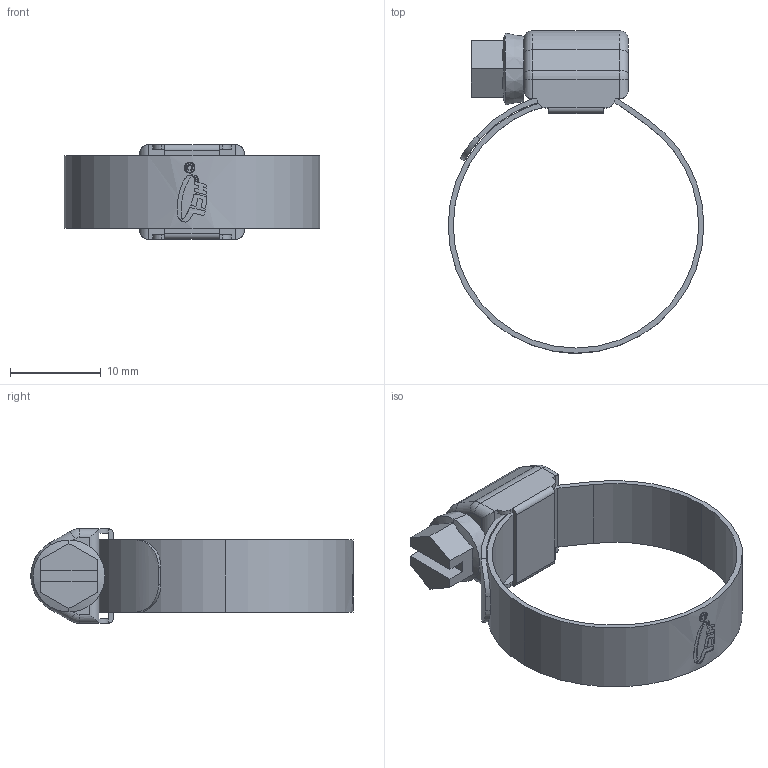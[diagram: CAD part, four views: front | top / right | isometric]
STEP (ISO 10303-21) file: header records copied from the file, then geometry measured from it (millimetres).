
FILE_DESCRIPTION (( 'STEP AP214' ), '1' );
FILE_NAME ('TRI-62M-MG-10.step', '2025-06-10T13:21:40', ( '' ), ( '' ), 'SwSTEP 2.0', 'SolidWorks 2025', '' );
FILE_SCHEMA (( 'AUTOMOTIVE_DESIGN' ));
Length unit declared in the file: millimetre
Products named in the file (1): TRI-62M-MG-10
Bounding box: 28.12 x 35.46 x 10.4 mm (x, y, z)
Volume: 1393.6 mm3; surface area: 2896.3 mm2
Topology: 3 solids, 3 shells, 186 faces, 489 edges, 316 vertices
Faces by surface type: cylinder 87, bspline 49, plane 38, torus 6, cone 6
Entity records: 7118 total; most frequent: CARTESIAN_POINT 2951, ORIENTED_EDGE 978, DIRECTION 647, EDGE_CURVE 489, VERTEX_POINT 316, LINE 219, VECTOR 219, AXIS2_PLACEMENT_3D 214
